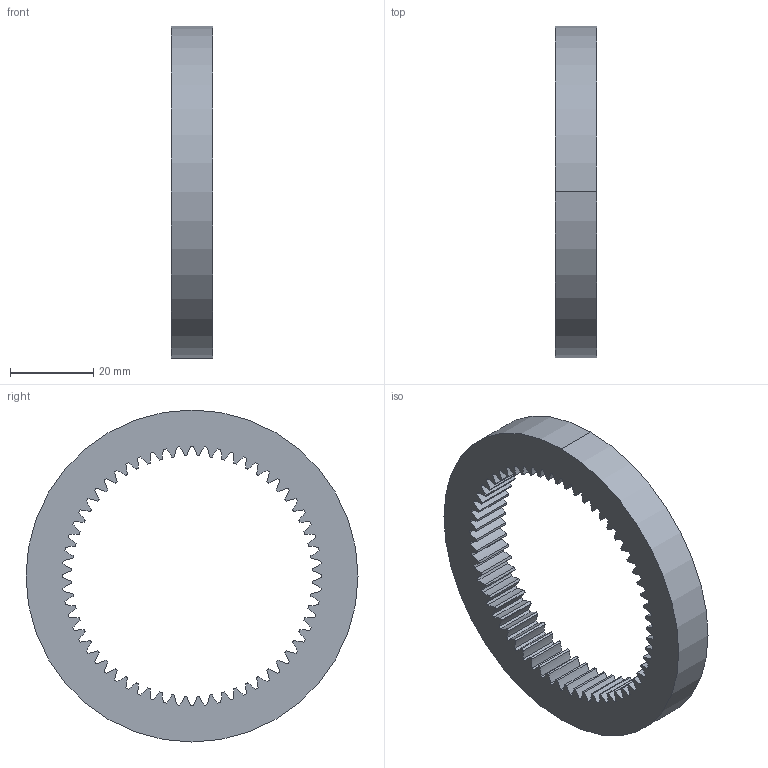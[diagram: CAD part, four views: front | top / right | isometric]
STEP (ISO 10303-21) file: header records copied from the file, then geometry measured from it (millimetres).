
FILE_DESCRIPTION (( 'STEP AP203' ), '1' );
FILE_NAME ('ISO - Internal spur gear 1M 60T 20PA 10FW ---S60S80OD 1.STEP', '2019-04-29T11:13:13', ( '' ), ( '' ), 'SwSTEP 2.0', 'SolidWorks 2014', '' );
FILE_SCHEMA (( 'CONFIG_CONTROL_DESIGN' ));
Length unit declared in the file: millimetre
Products named in the file (1): ISO - Internal spur gear 1M 60T 20PA 10FW ---S60S80OD 1
Bounding box: 10 x 80 x 80 mm (x, y, z)
Volume: 21644 mm3; surface area: 10537.8 mm2
Topology: 1 solids, 1 shells, 249 faces, 741 edges, 494 vertices
Faces by surface type: cylinder 247, plane 2
Entity records: 8750 total; most frequent: DIRECTION 1735, CARTESIAN_POINT 1485, ORIENTED_EDGE 1482, AXIS2_PLACEMENT_3D 744, EDGE_CURVE 741, CIRCLE 494, VERTEX_POINT 494, EDGE_LOOP 251
